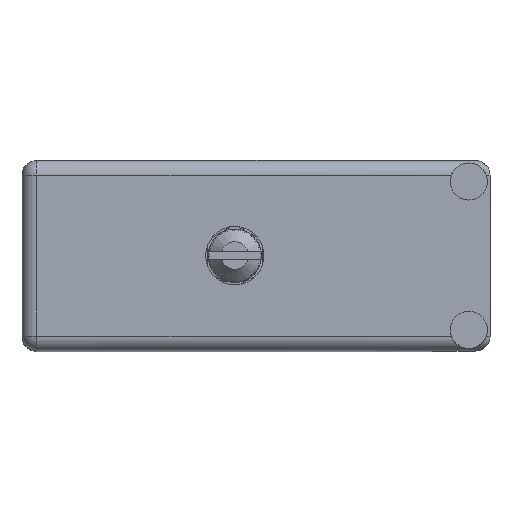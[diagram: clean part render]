
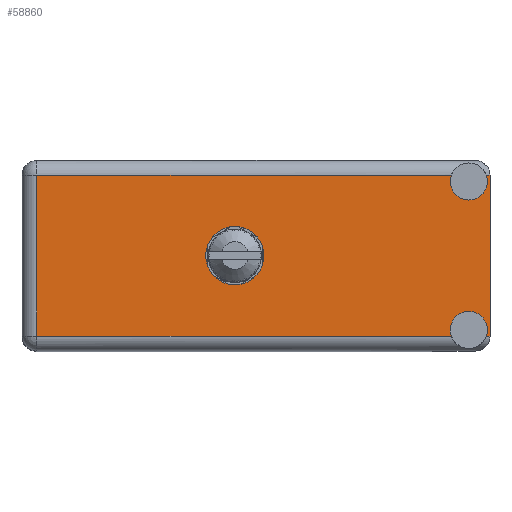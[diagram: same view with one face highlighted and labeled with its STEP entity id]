
A CAD part, top view. The second image highlights one B-rep face of the part: STEP entity #58860.
In plain terms, the highlighted face is planar.
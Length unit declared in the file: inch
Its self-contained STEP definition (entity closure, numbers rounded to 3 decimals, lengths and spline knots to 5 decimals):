
#1765 = VERTEX_POINT ( 'NONE', #44008 ) ;
#2446 = DIRECTION ( 'NONE',  ( 0., 0., 1. ) ) ;
#4854 = DIRECTION ( 'NONE',  ( 1., 0., 0. ) ) ;
#5695 = VERTEX_POINT ( 'NONE', #36840 ) ;
#6174 = VERTEX_POINT ( 'NONE', #70052 ) ;
#10015 = ORIENTED_EDGE ( 'NONE', *, *, #50855, .F. ) ;
#10439 = VERTEX_POINT ( 'NONE', #37839 ) ;
#10777 = VECTOR ( 'NONE', #38315, 39.37008 ) ;
#11174 = EDGE_LOOP ( 'NONE', ( #86900, #55176 ) ) ;
#11771 = EDGE_CURVE ( 'NONE', #10439, #87713, #51209, .T. ) ;
#12336 = DIRECTION ( 'NONE',  ( 0., 0., 1. ) ) ;
#14645 = AXIS2_PLACEMENT_3D ( 'NONE', #61796, #102616, #12336 ) ;
#15344 = ORIENTED_EDGE ( 'NONE', *, *, #85684, .F. ) ;
#15581 = CARTESIAN_POINT ( 'NONE',  ( 2.108, 1.566, -0.7995 ) ) ;
#15990 = CIRCLE ( 'NONE', #14645, 0.0875 ) ;
#16054 = VERTEX_POINT ( 'NONE', #26302 ) ;
#16482 = EDGE_CURVE ( 'NONE', #57745, #16054, #89152, .T. ) ;
#19658 = CARTESIAN_POINT ( 'NONE',  ( 2.108, 1.566, -0.7995 ) ) ;
#20695 = AXIS2_PLACEMENT_3D ( 'NONE', #93440, #101433, #68473 ) ;
#21663 = VERTEX_POINT ( 'NONE', #31455 ) ;
#23021 = AXIS2_PLACEMENT_3D ( 'NONE', #60444, #34681, #101250 ) ;
#25678 = CARTESIAN_POINT ( 'NONE',  ( 2.19038, 1.566, -0.829 ) ) ;
#26302 = CARTESIAN_POINT ( 'NONE',  ( 2.02562, 1.566, -0.07 ) ) ;
#26409 = PLANE ( 'NONE',  #23021 ) ;
#29194 = CARTESIAN_POINT ( 'NONE',  ( 1.004, 1.566, -0.4495 ) ) ;
#29404 = VECTOR ( 'NONE', #4854, 39.37008 ) ;
#29948 = VECTOR ( 'NONE', #63924, 39.37008 ) ;
#30067 = CARTESIAN_POINT ( 'NONE',  ( 2.208, 1.566, -0.07 ) ) ;
#30470 = EDGE_CURVE ( 'NONE', #6174, #87713, #45862, .T. ) ;
#31076 = CARTESIAN_POINT ( 'NONE',  ( 2.108, 1.566, -0.0995 ) ) ;
#31126 = EDGE_LOOP ( 'NONE', ( #81124, #34592, #75491, #35563, #85516, #32427, #15344, #10015, #71037, #46147 ) ) ;
#31325 = CARTESIAN_POINT ( 'NONE',  ( 0.07, 1.566, -0.829 ) ) ;
#31455 = CARTESIAN_POINT ( 'NONE',  ( 2.108, 1.566, -0.712 ) ) ;
#31605 = DIRECTION ( 'NONE',  ( -1., 0., 0. ) ) ;
#31765 = CARTESIAN_POINT ( 'NONE',  ( 2.208, 1.566, -0.07 ) ) ;
#32427 = ORIENTED_EDGE ( 'NONE', *, *, #58096, .T. ) ;
#32556 = VERTEX_POINT ( 'NONE', #99261 ) ;
#34592 = ORIENTED_EDGE ( 'NONE', *, *, #99427, .F. ) ;
#34681 = DIRECTION ( 'NONE',  ( 0., 1., 0. ) ) ;
#34963 = DIRECTION ( 'NONE',  ( 0., 0., 1. ) ) ;
#35563 = ORIENTED_EDGE ( 'NONE', *, *, #11771, .T. ) ;
#36840 = CARTESIAN_POINT ( 'NONE',  ( 2.02562, 1.566, -0.829 ) ) ;
#37839 = CARTESIAN_POINT ( 'NONE',  ( 2.19038, 1.566, -0.07 ) ) ;
#38315 = DIRECTION ( 'NONE',  ( 1., 0., 0. ) ) ;
#39664 = VERTEX_POINT ( 'NONE', #25678 ) ;
#39744 = AXIS2_PLACEMENT_3D ( 'NONE', #15581, #40706, #65039 ) ;
#40706 = DIRECTION ( 'NONE',  ( 0., 1., 0. ) ) ;
#41627 = VERTEX_POINT ( 'NONE', #54984 ) ;
#43299 = EDGE_CURVE ( 'NONE', #5695, #103337, #103957, .T. ) ;
#44008 = CARTESIAN_POINT ( 'NONE',  ( 2.108, 1.566, -0.187 ) ) ;
#45862 = LINE ( 'NONE', #101521, #51126 ) ;
#46147 = ORIENTED_EDGE ( 'NONE', *, *, #106033, .T. ) ;
#50855 = EDGE_CURVE ( 'NONE', #5695, #21663, #77877, .T. ) ;
#51126 = VECTOR ( 'NONE', #34963, 39.37008 ) ;
#51209 = LINE ( 'NONE', #52578, #29404 ) ;
#52578 = CARTESIAN_POINT ( 'NONE',  ( 2.208, 1.566, -0.07 ) ) ;
#52667 = LINE ( 'NONE', #105388, #86069 ) ;
#52848 = CIRCLE ( 'NONE', #91121, 0.0875 ) ;
#54984 = CARTESIAN_POINT ( 'NONE',  ( 1.004, 1.566, -0.587 ) ) ;
#55176 = ORIENTED_EDGE ( 'NONE', *, *, #89453, .F. ) ;
#56240 = VECTOR ( 'NONE', #62242, 39.37008 ) ;
#57745 = VERTEX_POINT ( 'NONE', #89000 ) ;
#58017 = AXIS2_PLACEMENT_3D ( 'NONE', #19658, #75902, #2446 ) ;
#58096 = EDGE_CURVE ( 'NONE', #6174, #39664, #52667, .T. ) ;
#58860 = ADVANCED_FACE ( 'NONE', ( #67883, #82031 ), #26409, .T. ) ;
#60444 = CARTESIAN_POINT ( 'NONE',  ( 0., 1.566, -0.899 ) ) ;
#61796 = CARTESIAN_POINT ( 'NONE',  ( 2.108, 1.566, -0.0995 ) ) ;
#62242 = DIRECTION ( 'NONE',  ( -1., 0., 0. ) ) ;
#63924 = DIRECTION ( 'NONE',  ( 0., 0., 1. ) ) ;
#65039 = DIRECTION ( 'NONE',  ( 0., 0., 1. ) ) ;
#66021 = AXIS2_PLACEMENT_3D ( 'NONE', #29194, #95011, #95741 ) ;
#67883 = FACE_BOUND ( 'NONE', #11174, .T. ) ;
#68473 = DIRECTION ( 'NONE',  ( 0., 0., 1. ) ) ;
#69220 = EDGE_CURVE ( 'NONE', #10439, #1765, #52848, .T. ) ;
#70052 = CARTESIAN_POINT ( 'NONE',  ( 2.208, 1.566, -0.829 ) ) ;
#71037 = ORIENTED_EDGE ( 'NONE', *, *, #43299, .T. ) ;
#71795 = CIRCLE ( 'NONE', #20695, 0.1375 ) ;
#72218 = DIRECTION ( 'NONE',  ( 0., 0., 1. ) ) ;
#73131 = EDGE_CURVE ( 'NONE', #32556, #41627, #71795, .T. ) ;
#73224 = CIRCLE ( 'NONE', #66021, 0.1375 ) ;
#75491 = ORIENTED_EDGE ( 'NONE', *, *, #69220, .F. ) ;
#75902 = DIRECTION ( 'NONE',  ( 0., 1., 0. ) ) ;
#77877 = CIRCLE ( 'NONE', #39744, 0.0875 ) ;
#79791 = CARTESIAN_POINT ( 'NONE',  ( 0., 1.566, -0.829 ) ) ;
#80434 = CARTESIAN_POINT ( 'NONE',  ( 0.07, 1.566, -0.899 ) ) ;
#81124 = ORIENTED_EDGE ( 'NONE', *, *, #16482, .T. ) ;
#82031 = FACE_OUTER_BOUND ( 'NONE', #31126, .T. ) ;
#85516 = ORIENTED_EDGE ( 'NONE', *, *, #30470, .F. ) ;
#85684 = EDGE_CURVE ( 'NONE', #21663, #39664, #104936, .T. ) ;
#86069 = VECTOR ( 'NONE', #31605, 39.37008 ) ;
#86900 = ORIENTED_EDGE ( 'NONE', *, *, #73131, .F. ) ;
#87713 = VERTEX_POINT ( 'NONE', #31765 ) ;
#89000 = CARTESIAN_POINT ( 'NONE',  ( 0.07, 1.566, -0.07 ) ) ;
#89152 = LINE ( 'NONE', #30067, #10777 ) ;
#89225 = DIRECTION ( 'NONE',  ( 0., 1., 0. ) ) ;
#89453 = EDGE_CURVE ( 'NONE', #41627, #32556, #73224, .T. ) ;
#91121 = AXIS2_PLACEMENT_3D ( 'NONE', #31076, #89225, #72218 ) ;
#93440 = CARTESIAN_POINT ( 'NONE',  ( 1.004, 1.566, -0.4495 ) ) ;
#95011 = DIRECTION ( 'NONE',  ( 0., 1., 0. ) ) ;
#95741 = DIRECTION ( 'NONE',  ( 0., 0., 1. ) ) ;
#98191 = LINE ( 'NONE', #80434, #29948 ) ;
#99261 = CARTESIAN_POINT ( 'NONE',  ( 1.004, 1.566, -0.312 ) ) ;
#99427 = EDGE_CURVE ( 'NONE', #1765, #16054, #15990, .T. ) ;
#101250 = DIRECTION ( 'NONE',  ( 0., 0., 1. ) ) ;
#101433 = DIRECTION ( 'NONE',  ( 0., 1., 0. ) ) ;
#101521 = CARTESIAN_POINT ( 'NONE',  ( 2.208, 1.566, 0. ) ) ;
#102616 = DIRECTION ( 'NONE',  ( 0., 1., 0. ) ) ;
#103337 = VERTEX_POINT ( 'NONE', #31325 ) ;
#103957 = LINE ( 'NONE', #79791, #56240 ) ;
#104936 = CIRCLE ( 'NONE', #58017, 0.0875 ) ;
#105388 = CARTESIAN_POINT ( 'NONE',  ( 0., 1.566, -0.829 ) ) ;
#106033 = EDGE_CURVE ( 'NONE', #103337, #57745, #98191, .T. ) ;
